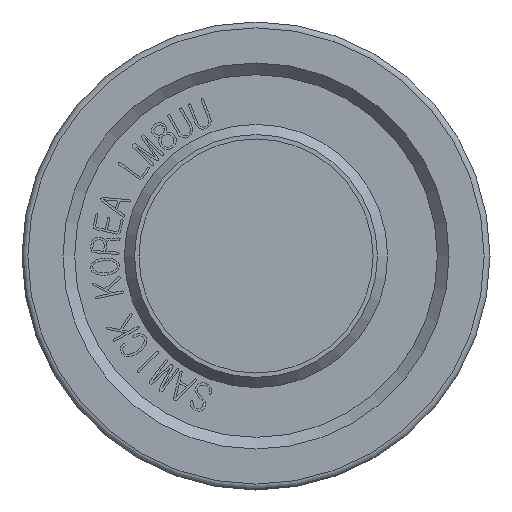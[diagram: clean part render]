
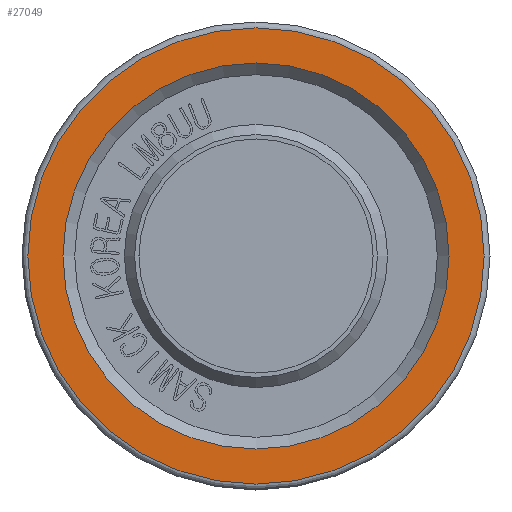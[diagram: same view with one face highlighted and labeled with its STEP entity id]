
A CAD part, front view. The second image highlights one B-rep face of the part: STEP entity #27049.
In plain terms, the highlighted planar face has unit normal (0, -1, 0).
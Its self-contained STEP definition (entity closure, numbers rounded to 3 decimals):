
#27015=CARTESIAN_POINT('',(7.8,-12.5,0.0));
#27016=VERTEX_POINT('',#27015);
#27017=CARTESIAN_POINT('',(0.,-12.5,0.0));
#27018=DIRECTION('',(0.0,-1.0,0.0));
#27019=DIRECTION('',(1.0,0.0,0.0));
#27020=AXIS2_PLACEMENT_3D('',#27017,#27018,#27019);
#27021=CIRCLE('',#27020,7.8);
#27022=EDGE_CURVE('',#27016,#27016,#27021,.T.);
#27030=CARTESIAN_POINT('',(7.2,-12.5,0.0));
#27031=DIRECTION('',(0.0,-1.0,0.0));
#27032=DIRECTION('',(0.0,0.0,-1.0));
#27033=AXIS2_PLACEMENT_3D('',#27030,#27031,#27032);
#27034=PLANE('',#27033);
#27035=ORIENTED_EDGE('',*,*,#27022,.T.);
#27036=EDGE_LOOP('',(#27035));
#27037=FACE_OUTER_BOUND('',#27036,.T.);
#27038=CARTESIAN_POINT('',(6.6,-12.5,0.0));
#27039=VERTEX_POINT('',#27038);
#27040=CARTESIAN_POINT('',(0.,-12.5,0.0));
#27041=DIRECTION('',(0.0,-1.0,0.0));
#27042=DIRECTION('',(1.0,0.0,0.0));
#27043=AXIS2_PLACEMENT_3D('',#27040,#27041,#27042);
#27044=CIRCLE('',#27043,6.6);
#27045=EDGE_CURVE('',#27039,#27039,#27044,.T.);
#27046=ORIENTED_EDGE('',*,*,#27045,.F.);
#27047=EDGE_LOOP('',(#27046));
#27048=FACE_BOUND('',#27047,.T.);
#27049=ADVANCED_FACE('',(#27037,#27048),#27034,.T.);
